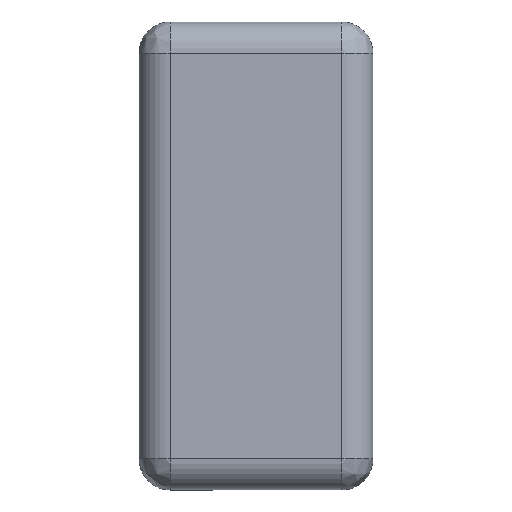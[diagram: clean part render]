
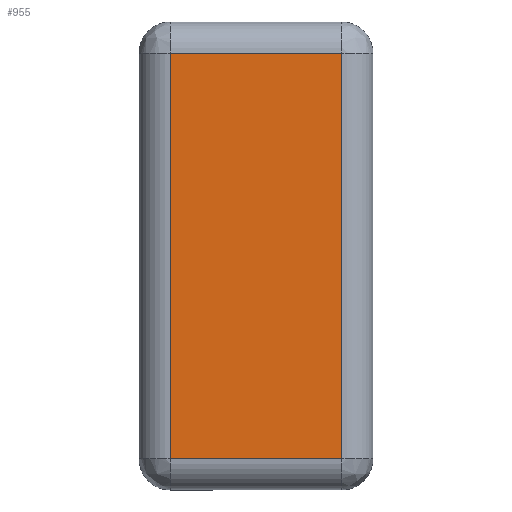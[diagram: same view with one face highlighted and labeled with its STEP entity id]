
A CAD part, top view. The second image highlights one B-rep face of the part: STEP entity #955.
In plain terms, the highlighted planar face has unit normal (0, 0, 1).
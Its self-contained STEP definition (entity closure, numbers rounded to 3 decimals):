
#11 = DIRECTION ( 'NONE',  ( 0., 1., 0. ) ) ;
#31 = FACE_OUTER_BOUND ( 'NONE', #1110, .T. ) ;
#74 = CARTESIAN_POINT ( 'NONE',  ( -8.25, 0., 4. ) ) ;
#84 = CARTESIAN_POINT ( 'NONE',  ( -8.25, 19.5, 4. ) ) ;
#85 = ORIENTED_EDGE ( 'NONE', *, *, #127, .T. ) ;
#127 = EDGE_CURVE ( 'NONE', #1511, #195, #263, .T. ) ;
#158 = AXIS2_PLACEMENT_3D ( 'NONE', #721, #1500, #992 ) ;
#195 = VERTEX_POINT ( 'NONE', #1538 ) ;
#256 = DIRECTION ( 'NONE',  ( -1., 0., 0. ) ) ;
#263 = LINE ( 'NONE', #664, #1579 ) ;
#279 = LINE ( 'NONE', #74, #921 ) ;
#436 = VERTEX_POINT ( 'NONE', #500 ) ;
#474 = EDGE_CURVE ( 'NONE', #1582, #436, #279, .T. ) ;
#494 = LINE ( 'NONE', #1181, #975 ) ;
#500 = CARTESIAN_POINT ( 'NONE',  ( -8.25, -19.5, 4. ) ) ;
#654 = VECTOR ( 'NONE', #1510, 1000. ) ;
#664 = CARTESIAN_POINT ( 'NONE',  ( 8.25, 0., 4. ) ) ;
#721 = CARTESIAN_POINT ( 'NONE',  ( 0., 0., 4. ) ) ;
#786 = LINE ( 'NONE', #1147, #654 ) ;
#811 = ORIENTED_EDGE ( 'NONE', *, *, #1222, .T. ) ;
#921 = VECTOR ( 'NONE', #1513, 1000. ) ;
#955 = ADVANCED_FACE ( 'NONE', ( #31 ), #1642, .T. ) ;
#975 = VECTOR ( 'NONE', #256, 1000. ) ;
#992 = DIRECTION ( 'NONE',  ( 1., 0., 0. ) ) ;
#1061 = ORIENTED_EDGE ( 'NONE', *, *, #474, .T. ) ;
#1110 = EDGE_LOOP ( 'NONE', ( #811, #1061, #1195, #85 ) ) ;
#1147 = CARTESIAN_POINT ( 'NONE',  ( 0., -19.5, 4. ) ) ;
#1181 = CARTESIAN_POINT ( 'NONE',  ( 0., 19.5, 4. ) ) ;
#1186 = EDGE_CURVE ( 'NONE', #436, #1511, #786, .T. ) ;
#1195 = ORIENTED_EDGE ( 'NONE', *, *, #1186, .T. ) ;
#1222 = EDGE_CURVE ( 'NONE', #195, #1582, #494, .T. ) ;
#1320 = CARTESIAN_POINT ( 'NONE',  ( 8.25, -19.5, 4. ) ) ;
#1500 = DIRECTION ( 'NONE',  ( 0., 0., 1. ) ) ;
#1510 = DIRECTION ( 'NONE',  ( 1., 0., 0. ) ) ;
#1511 = VERTEX_POINT ( 'NONE', #1320 ) ;
#1513 = DIRECTION ( 'NONE',  ( 0., -1., 0. ) ) ;
#1538 = CARTESIAN_POINT ( 'NONE',  ( 8.25, 19.5, 4. ) ) ;
#1579 = VECTOR ( 'NONE', #11, 1000. ) ;
#1582 = VERTEX_POINT ( 'NONE', #84 ) ;
#1642 = PLANE ( 'NONE',  #158 ) ;
